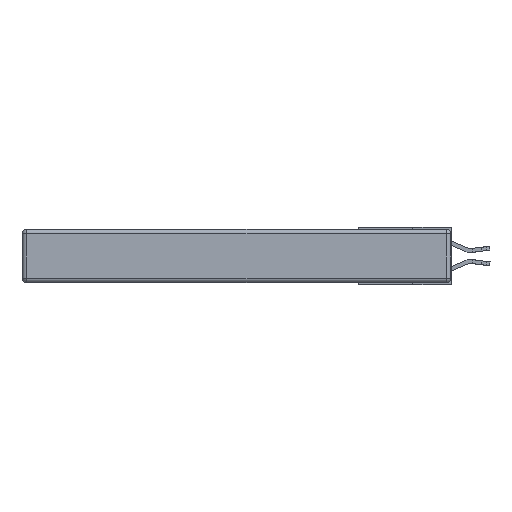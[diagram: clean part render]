
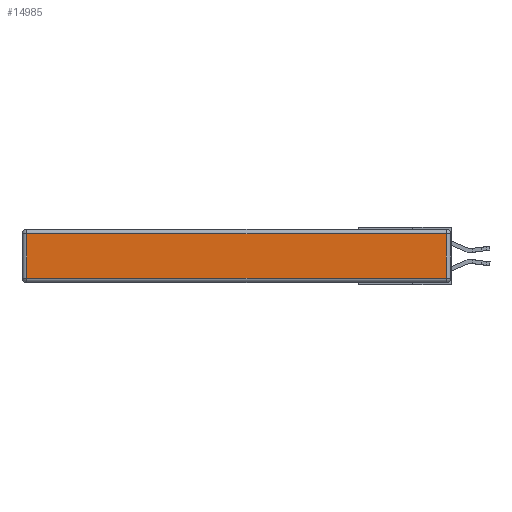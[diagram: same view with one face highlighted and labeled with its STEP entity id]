
A CAD part, left-side view. The second image highlights one B-rep face of the part: STEP entity #14985.
In plain terms, the highlighted planar face has unit normal (-1, 0, 0).
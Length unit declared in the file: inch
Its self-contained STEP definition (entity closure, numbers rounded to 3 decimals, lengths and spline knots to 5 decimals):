
#339 = DIRECTION ( 'NONE',  ( 0., 0., 1. ) ) ;
#624 = EDGE_CURVE ( 'NONE', #5843, #16094, #969, .T. ) ;
#717 = CARTESIAN_POINT ( 'NONE',  ( 0., 0., -0.343 ) ) ;
#794 = DIRECTION ( 'NONE',  ( 0., 1., 0. ) ) ;
#969 = LINE ( 'NONE', #7060, #27898 ) ;
#1091 = EDGE_CURVE ( 'NONE', #6144, #5843, #8882, .T. ) ;
#2280 = VECTOR ( 'NONE', #794, 39.37008 ) ;
#2682 = VECTOR ( 'NONE', #24514, 39.37008 ) ;
#3966 = EDGE_CURVE ( 'NONE', #27225, #6144, #24802, .T. ) ;
#3999 = CARTESIAN_POINT ( 'NONE',  ( 0., 0., -0.313 ) ) ;
#5843 = VERTEX_POINT ( 'NONE', #18682 ) ;
#6144 = VERTEX_POINT ( 'NONE', #19803 ) ;
#7060 = CARTESIAN_POINT ( 'NONE',  ( 0., 2.72, -0.343 ) ) ;
#7098 = PLANE ( 'NONE',  #21667 ) ;
#8882 = LINE ( 'NONE', #16058, #2280 ) ;
#8934 = CARTESIAN_POINT ( 'NONE',  ( 0., 0.03, -0.313 ) ) ;
#9499 = ORIENTED_EDGE ( 'NONE', *, *, #3966, .T. ) ;
#11235 = LINE ( 'NONE', #3999, #23276 ) ;
#11633 = DIRECTION ( 'NONE',  ( 0., 0., -1. ) ) ;
#12373 = ORIENTED_EDGE ( 'NONE', *, *, #624, .T. ) ;
#13348 = CARTESIAN_POINT ( 'NONE',  ( 0., 0.03, -0.343 ) ) ;
#14046 = ORIENTED_EDGE ( 'NONE', *, *, #1091, .T. ) ;
#14985 = ADVANCED_FACE ( 'NONE', ( #20448 ), #7098, .T. ) ;
#16058 = CARTESIAN_POINT ( 'NONE',  ( 0., 2.75, -0.03 ) ) ;
#16094 = VERTEX_POINT ( 'NONE', #20707 ) ;
#18682 = CARTESIAN_POINT ( 'NONE',  ( 0., 2.72, -0.03 ) ) ;
#19358 = ORIENTED_EDGE ( 'NONE', *, *, #20778, .T. ) ;
#19803 = CARTESIAN_POINT ( 'NONE',  ( 0., 0.03, -0.03 ) ) ;
#20448 = FACE_OUTER_BOUND ( 'NONE', #21788, .T. ) ;
#20707 = CARTESIAN_POINT ( 'NONE',  ( 0., 2.72, -0.313 ) ) ;
#20778 = EDGE_CURVE ( 'NONE', #16094, #27225, #11235, .T. ) ;
#21667 = AXIS2_PLACEMENT_3D ( 'NONE', #717, #24861, #339 ) ;
#21788 = EDGE_LOOP ( 'NONE', ( #19358, #9499, #14046, #12373 ) ) ;
#23276 = VECTOR ( 'NONE', #23800, 39.37008 ) ;
#23800 = DIRECTION ( 'NONE',  ( 0., -1., 0. ) ) ;
#24514 = DIRECTION ( 'NONE',  ( 0., 0., 1. ) ) ;
#24802 = LINE ( 'NONE', #13348, #2682 ) ;
#24861 = DIRECTION ( 'NONE',  ( -1., 0., 0. ) ) ;
#27225 = VERTEX_POINT ( 'NONE', #8934 ) ;
#27898 = VECTOR ( 'NONE', #11633, 39.37008 ) ;
